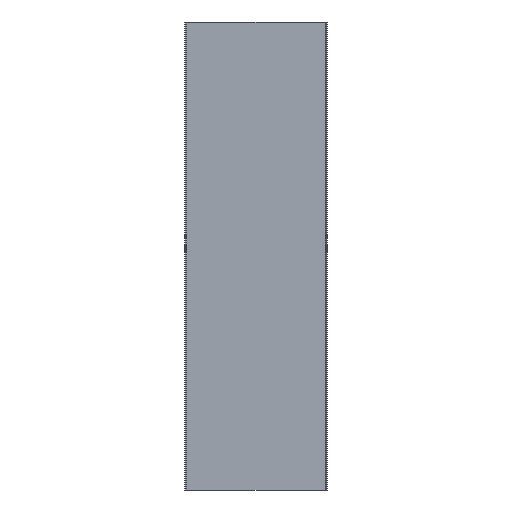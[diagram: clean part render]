
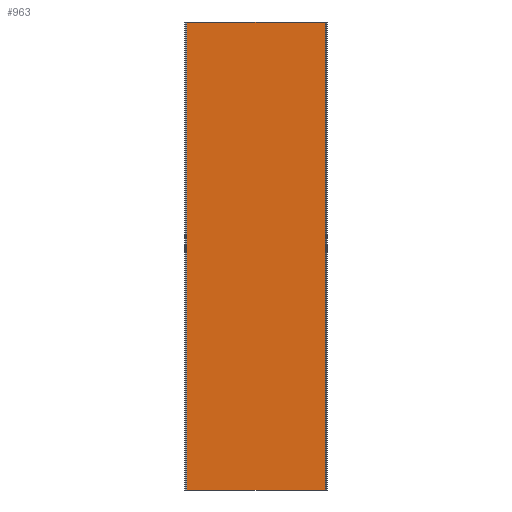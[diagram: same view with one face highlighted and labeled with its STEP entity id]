
A CAD part, front view. The second image highlights one B-rep face of the part: STEP entity #963.
In plain terms, the highlighted planar face has unit normal (0, -1, 0).
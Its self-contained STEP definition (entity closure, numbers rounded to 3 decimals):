
#14 = DIRECTION ( 'NONE',  ( 0., -1., 0. ) ) ;
#67 = ORIENTED_EDGE ( 'NONE', *, *, #318, .F. ) ;
#78 = CARTESIAN_POINT ( 'NONE',  ( 150.086, 0., 1000. ) ) ;
#120 = CARTESIAN_POINT ( 'NONE',  ( -152.5, 0., 0. ) ) ;
#135 = VECTOR ( 'NONE', #1078, 1000. ) ;
#189 = DIRECTION ( 'NONE',  ( -1., 0., 0. ) ) ;
#194 = FACE_OUTER_BOUND ( 'NONE', #962, .T. ) ;
#206 = LINE ( 'NONE', #667, #362 ) ;
#221 = VERTEX_POINT ( 'NONE', #826 ) ;
#231 = LINE ( 'NONE', #120, #511 ) ;
#243 = LINE ( 'NONE', #959, #475 ) ;
#302 = CARTESIAN_POINT ( 'NONE',  ( 150.086, 0., 0. ) ) ;
#308 = EDGE_CURVE ( 'NONE', #221, #735, #206, .T. ) ;
#318 = EDGE_CURVE ( 'NONE', #688, #735, #231, .T. ) ;
#362 = VECTOR ( 'NONE', #504, 1000. ) ;
#434 = CARTESIAN_POINT ( 'NONE',  ( -150.086, 0., 0. ) ) ;
#465 = PLANE ( 'NONE',  #569 ) ;
#475 = VECTOR ( 'NONE', #189, 1000. ) ;
#504 = DIRECTION ( 'NONE',  ( 0., 0., -1. ) ) ;
#511 = VECTOR ( 'NONE', #746, 1000. ) ;
#569 = AXIS2_PLACEMENT_3D ( 'NONE', #819, #14, #1088 ) ;
#667 = CARTESIAN_POINT ( 'NONE',  ( -150.086, 0., 1000. ) ) ;
#688 = VERTEX_POINT ( 'NONE', #302 ) ;
#735 = VERTEX_POINT ( 'NONE', #434 ) ;
#746 = DIRECTION ( 'NONE',  ( -1., 0., 0. ) ) ;
#748 = ORIENTED_EDGE ( 'NONE', *, *, #873, .F. ) ;
#819 = CARTESIAN_POINT ( 'NONE',  ( -152.5, 0., 1000. ) ) ;
#826 = CARTESIAN_POINT ( 'NONE',  ( -150.086, 0., 1000. ) ) ;
#834 = EDGE_CURVE ( 'NONE', #901, #221, #243, .T. ) ;
#873 = EDGE_CURVE ( 'NONE', #901, #688, #1068, .T. ) ;
#901 = VERTEX_POINT ( 'NONE', #1084 ) ;
#959 = CARTESIAN_POINT ( 'NONE',  ( -152.5, 0., 1000. ) ) ;
#962 = EDGE_LOOP ( 'NONE', ( #67, #748, #969, #1118 ) ) ;
#963 = ADVANCED_FACE ( 'NONE', ( #194 ), #465, .T. ) ;
#969 = ORIENTED_EDGE ( 'NONE', *, *, #834, .T. ) ;
#1068 = LINE ( 'NONE', #78, #135 ) ;
#1078 = DIRECTION ( 'NONE',  ( 0., 0., -1. ) ) ;
#1084 = CARTESIAN_POINT ( 'NONE',  ( 150.086, 0., 1000. ) ) ;
#1088 = DIRECTION ( 'NONE',  ( 1., 0., 0. ) ) ;
#1118 = ORIENTED_EDGE ( 'NONE', *, *, #308, .T. ) ;
